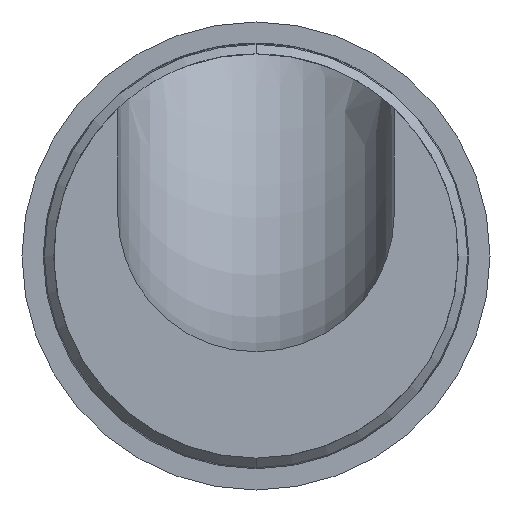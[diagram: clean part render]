
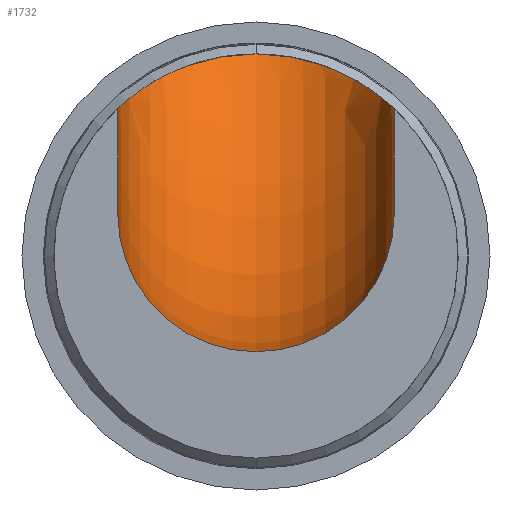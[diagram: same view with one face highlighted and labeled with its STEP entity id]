
A CAD part, front view. The second image highlights one B-rep face of the part: STEP entity #1732.
In plain terms, the highlighted toroidal (fillet/blend) face has major radius 2.35 mm and minor radius 0.65 mm.
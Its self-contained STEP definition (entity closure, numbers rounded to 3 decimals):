
#36 = DIRECTION ( 'NONE',  ( -1., 0., 0. ) ) ;
#44 = VERTEX_POINT ( 'NONE', #2228 ) ;
#53 = CARTESIAN_POINT ( 'NONE',  ( 0., 3.45, 2.55 ) ) ;
#57 = EDGE_CURVE ( 'NONE', #44, #2715, #2030, .T. ) ;
#154 = VERTEX_POINT ( 'NONE', #1105 ) ;
#167 = CARTESIAN_POINT ( 'NONE',  ( 0.119, 5.974, 0.944 ) ) ;
#204 = CARTESIAN_POINT ( 'NONE',  ( 0.401, 5.775, 0.866 ) ) ;
#237 = CARTESIAN_POINT ( 'NONE',  ( -0.059, 5.988, 0.95 ) ) ;
#253 = CARTESIAN_POINT ( 'NONE',  ( 0., 5.988, 0.95 ) ) ;
#294 = AXIS2_PLACEMENT_3D ( 'NONE', #53, #2661, #1342 ) ;
#301 = CARTESIAN_POINT ( 'NONE',  ( -0.403, 5.773, 0.865 ) ) ;
#305 = EDGE_CURVE ( 'NONE', #1228, #154, #2622, .T. ) ;
#316 = CARTESIAN_POINT ( 'NONE',  ( -0.65, 5.008, 0.693 ) ) ;
#321 = ORIENTED_EDGE ( 'NONE', *, *, #1145, .T. ) ;
#369 = EDGE_CURVE ( 'NONE', #3273, #2715, #1298, .T. ) ;
#470 = CARTESIAN_POINT ( 'NONE',  ( 0., 5.988, 0.95 ) ) ;
#488 = CARTESIAN_POINT ( 'NONE',  ( 0.65, 3.45, 0.2 ) ) ;
#490 = B_SPLINE_CURVE_WITH_KNOTS ( 'NONE', 3,
 ( #2850, #237, #2412, #2685, #1111, #301, #1855, #2167, #578, #1602, #316, #827 ),
 .UNSPECIFIED., .F., .F.,
 ( 4, 2, 2, 2, 2, 4 ),
 ( 0.003, 0.003, 0.003, 0.004, 0.004, 0.004 ),
 .UNSPECIFIED. ) ;
#578 = CARTESIAN_POINT ( 'NONE',  ( -0.593, 5.356, 0.743 ) ) ;
#676 = AXIS2_PLACEMENT_3D ( 'NONE', #1376, #36, #1880 ) ;
#688 = CARTESIAN_POINT ( 'NONE',  ( 0.65, 5.008, 0.693 ) ) ;
#757 = DIRECTION ( 'NONE',  ( -1., 0., 0. ) ) ;
#827 = CARTESIAN_POINT ( 'NONE',  ( -0.65, 4.89, 0.693 ) ) ;
#959 = CARTESIAN_POINT ( 'NONE',  ( 0.226, 5.926, 0.924 ) ) ;
#999 = CARTESIAN_POINT ( 'NONE',  ( -0.65, 3.45, 2.55 ) ) ;
#1027 = TOROIDAL_SURFACE ( 'NONE', #294, 2.35, 0.65 ) ;
#1094 = CIRCLE ( 'NONE', #1179, 0.65 ) ;
#1105 = CARTESIAN_POINT ( 'NONE',  ( -0.65, 3.45, 0.2 ) ) ;
#1111 = CARTESIAN_POINT ( 'NONE',  ( -0.275, 5.892, 0.91 ) ) ;
#1145 = EDGE_CURVE ( 'NONE', #44, #3086, #1196, .T. ) ;
#1179 = AXIS2_PLACEMENT_3D ( 'NONE', #3087, #3092, #3103 ) ;
#1196 = B_SPLINE_CURVE_WITH_KNOTS ( 'NONE', 3,
 ( #2277, #688, #1283, #1248, #1258, #1496, #204, #2047, #959, #167, #2057, #470 ),
 .UNSPECIFIED., .F., .F.,
 ( 4, 2, 2, 2, 2, 4 ),
 ( 0.001, 0.002, 0.002, 0.002, 0.003, 0.003 ),
 .UNSPECIFIED. ) ;
#1219 = ORIENTED_EDGE ( 'NONE', *, *, #2519, .T. ) ;
#1228 = VERTEX_POINT ( 'NONE', #3102 ) ;
#1248 = CARTESIAN_POINT ( 'NONE',  ( 0.593, 5.357, 0.743 ) ) ;
#1258 = CARTESIAN_POINT ( 'NONE',  ( 0.56, 5.467, 0.769 ) ) ;
#1283 = CARTESIAN_POINT ( 'NONE',  ( 0.638, 5.127, 0.704 ) ) ;
#1298 = CIRCLE ( 'NONE', #3070, 0.65 ) ;
#1342 = DIRECTION ( 'NONE',  ( 0., 0., 1. ) ) ;
#1352 = DIRECTION ( 'NONE',  ( 0., -1., 0. ) ) ;
#1355 = ORIENTED_EDGE ( 'NONE', *, *, #1613, .T. ) ;
#1376 = CARTESIAN_POINT ( 'NONE',  ( 0.65, 3.45, 2.55 ) ) ;
#1496 = CARTESIAN_POINT ( 'NONE',  ( 0.464, 5.677, 0.831 ) ) ;
#1602 = CARTESIAN_POINT ( 'NONE',  ( -0.638, 5.125, 0.704 ) ) ;
#1613 = EDGE_CURVE ( 'NONE', #3086, #1228, #490, .T. ) ;
#1614 = DIRECTION ( 'NONE',  ( 0., 0., -1. ) ) ;
#1732 = ADVANCED_FACE ( 'NONE', ( #2272 ), #1027, .F. ) ;
#1855 = CARTESIAN_POINT ( 'NONE',  ( -0.465, 5.675, 0.83 ) ) ;
#1880 = DIRECTION ( 'NONE',  ( 0., 0., 1. ) ) ;
#2016 = EDGE_LOOP ( 'NONE', ( #321, #1355, #2601, #1219, #3153, #2446 ) ) ;
#2030 = CIRCLE ( 'NONE', #676, 2.35 ) ;
#2047 = CARTESIAN_POINT ( 'NONE',  ( 0.275, 5.892, 0.911 ) ) ;
#2057 = CARTESIAN_POINT ( 'NONE',  ( 0.059, 5.988, 0.95 ) ) ;
#2074 = DIRECTION ( 'NONE',  ( 0., 0., 1. ) ) ;
#2121 = AXIS2_PLACEMENT_3D ( 'NONE', #999, #757, #2074 ) ;
#2167 = CARTESIAN_POINT ( 'NONE',  ( -0.56, 5.467, 0.769 ) ) ;
#2228 = CARTESIAN_POINT ( 'NONE',  ( 0.65, 4.89, 0.693 ) ) ;
#2272 = FACE_OUTER_BOUND ( 'NONE', #2016, .T. ) ;
#2277 = CARTESIAN_POINT ( 'NONE',  ( 0.65, 4.89, 0.693 ) ) ;
#2387 = CARTESIAN_POINT ( 'NONE',  ( 0., 3.45, 0.2 ) ) ;
#2412 = CARTESIAN_POINT ( 'NONE',  ( -0.119, 5.974, 0.944 ) ) ;
#2446 = ORIENTED_EDGE ( 'NONE', *, *, #57, .F. ) ;
#2519 = EDGE_CURVE ( 'NONE', #154, #3273, #1094, .T. ) ;
#2601 = ORIENTED_EDGE ( 'NONE', *, *, #305, .T. ) ;
#2622 = CIRCLE ( 'NONE', #2121, 2.35 ) ;
#2661 = DIRECTION ( 'NONE',  ( -1., 0., 0. ) ) ;
#2685 = CARTESIAN_POINT ( 'NONE',  ( -0.228, 5.925, 0.924 ) ) ;
#2715 = VERTEX_POINT ( 'NONE', #488 ) ;
#2732 = CARTESIAN_POINT ( 'NONE',  ( 0., 3.45, -0.45 ) ) ;
#2850 = CARTESIAN_POINT ( 'NONE',  ( 0., 5.988, 0.95 ) ) ;
#3070 = AXIS2_PLACEMENT_3D ( 'NONE', #2387, #1352, #1614 ) ;
#3086 = VERTEX_POINT ( 'NONE', #253 ) ;
#3087 = CARTESIAN_POINT ( 'NONE',  ( 0., 3.45, 0.2 ) ) ;
#3092 = DIRECTION ( 'NONE',  ( 0., -1., 0. ) ) ;
#3102 = CARTESIAN_POINT ( 'NONE',  ( -0.65, 4.89, 0.693 ) ) ;
#3103 = DIRECTION ( 'NONE',  ( 0., 0., -1. ) ) ;
#3153 = ORIENTED_EDGE ( 'NONE', *, *, #369, .T. ) ;
#3273 = VERTEX_POINT ( 'NONE', #2732 ) ;
